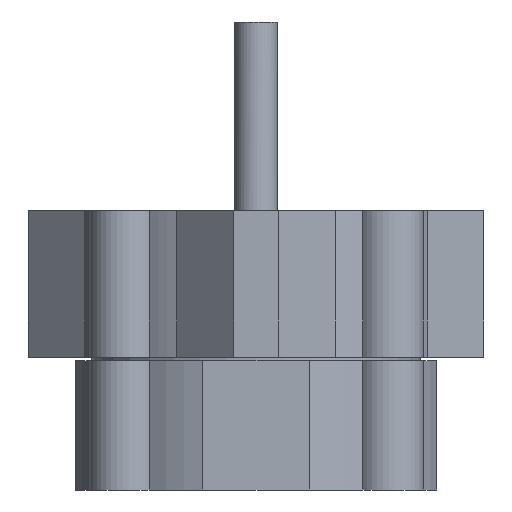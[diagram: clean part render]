
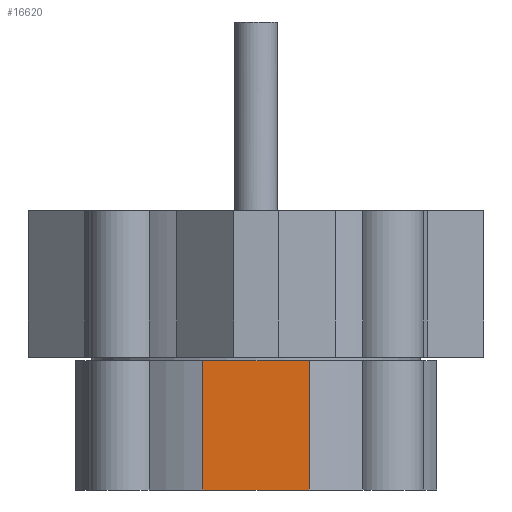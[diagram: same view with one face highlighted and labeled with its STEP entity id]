
A CAD part, front view. The second image highlights one B-rep face of the part: STEP entity #16620.
In plain terms, the highlighted planar face has unit normal (0, -1, 0).
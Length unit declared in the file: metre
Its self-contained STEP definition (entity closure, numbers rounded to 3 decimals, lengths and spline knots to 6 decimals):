
#290=PLANE('',#18010);
#1411=LINE('',#29391,#3075);
#1414=LINE('',#29405,#3078);
#1415=LINE('',#29407,#3079);
#1416=LINE('',#29409,#3080);
#3075=VECTOR('',#21283,1.);
#3078=VECTOR('',#21300,1.);
#3079=VECTOR('',#21301,1.);
#3080=VECTOR('',#21302,1.);
#7154=ORIENTED_EDGE('',*,*,#10799,.T.);
#7155=ORIENTED_EDGE('',*,*,#10806,.T.);
#7156=ORIENTED_EDGE('',*,*,#10807,.T.);
#7157=ORIENTED_EDGE('',*,*,#10808,.T.);
#10799=EDGE_CURVE('',#12844,#12847,#1411,.T.);
#10806=EDGE_CURVE('',#12847,#12852,#1414,.T.);
#10807=EDGE_CURVE('',#12852,#12853,#1415,.T.);
#10808=EDGE_CURVE('',#12853,#12844,#1416,.T.);
#12844=VERTEX_POINT('',#29385);
#12847=VERTEX_POINT('',#29390);
#12852=VERTEX_POINT('',#29406);
#12853=VERTEX_POINT('',#29408);
#14196=EDGE_LOOP('',(#7154,#7155,#7156,#7157));
#15257=FACE_BOUND('',#14196,.T.);
#16620=ADVANCED_FACE('',(#15257),#290,.T.);
#18010=AXIS2_PLACEMENT_3D('',#29404,#21298,#21299);
#21283=DIRECTION('',(0.,0.,-1.));
#21298=DIRECTION('',(0.,-1.,0.));
#21299=DIRECTION('',(1.,0.,0.));
#21300=DIRECTION('',(1.,0.,0.));
#21301=DIRECTION('',(0.,0.,1.));
#21302=DIRECTION('',(-1.,0.,0.));
#29385=CARTESIAN_POINT('',(-0.006228,-0.0211,0.0055));
#29390=CARTESIAN_POINT('',(-0.006228,-0.0211,-0.0096));
#29391=CARTESIAN_POINT('',(-0.006228,-0.0211,-0.0046));
#29404=CARTESIAN_POINT('',(-0.0211,-0.0211,-0.0096));
#29405=CARTESIAN_POINT('',(-0.0211,-0.0211,-0.0096));
#29406=CARTESIAN_POINT('',(0.006228,-0.0211,-0.0096));
#29407=CARTESIAN_POINT('',(0.006228,-0.0211,-0.0046));
#29408=CARTESIAN_POINT('',(0.006228,-0.0211,0.0055));
#29409=CARTESIAN_POINT('',(-0.02055,-0.0211,0.0055));
